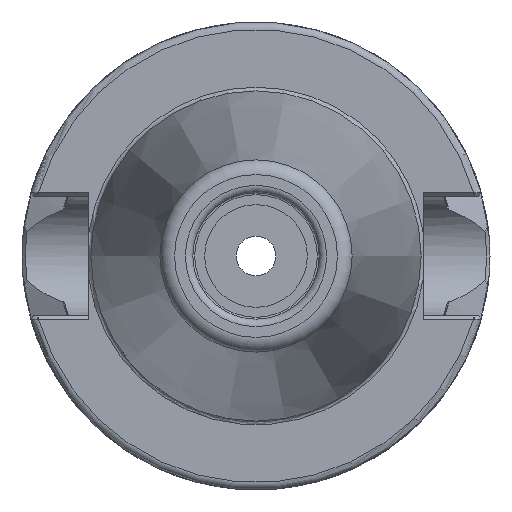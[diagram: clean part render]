
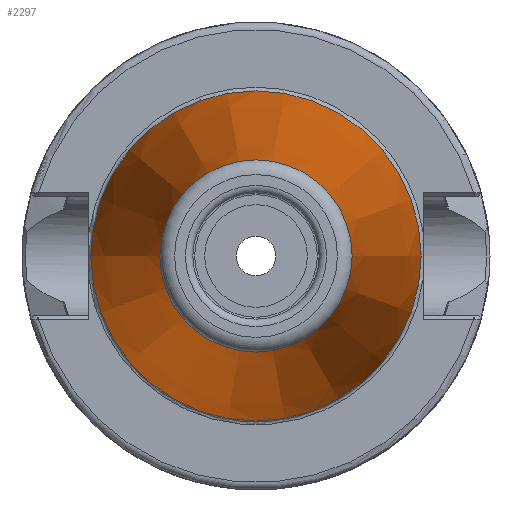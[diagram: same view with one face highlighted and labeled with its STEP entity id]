
A CAD part, left-side view. The second image highlights one B-rep face of the part: STEP entity #2297.
In plain terms, the highlighted conical face has half-angle 8.297 degrees and reference radius 17.581 mm.
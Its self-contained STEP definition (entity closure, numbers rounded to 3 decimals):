
#290=FACE_OUTER_BOUND('',#422,.T.);
#422=EDGE_LOOP('',(#1882,#1883,#1884,#1885,#1886,#1887,#1888));
#554=LINE('',#4396,#680);
#680=VECTOR('',#2996,17.581);
#827=CIRCLE('',#2515,12.937);
#828=CIRCLE('',#2516,12.937);
#829=CIRCLE('',#2517,12.937);
#831=CIRCLE('',#2520,22.225);
#832=CIRCLE('',#2521,22.225);
#1037=VERTEX_POINT('',#4384);
#1038=VERTEX_POINT('',#4385);
#1039=VERTEX_POINT('',#4387);
#1040=VERTEX_POINT('',#4392);
#1041=VERTEX_POINT('',#4393);
#1345=EDGE_CURVE('',#1037,#1038,#827,.T.);
#1346=EDGE_CURVE('',#1039,#1037,#828,.T.);
#1347=EDGE_CURVE('',#1038,#1039,#829,.T.);
#1349=EDGE_CURVE('',#1040,#1041,#831,.T.);
#1350=EDGE_CURVE('',#1041,#1040,#832,.T.);
#1351=EDGE_CURVE('',#1041,#1039,#554,.T.);
#1882=ORIENTED_EDGE('',*,*,#1349,.F.);
#1883=ORIENTED_EDGE('',*,*,#1350,.F.);
#1884=ORIENTED_EDGE('',*,*,#1351,.T.);
#1885=ORIENTED_EDGE('',*,*,#1346,.T.);
#1886=ORIENTED_EDGE('',*,*,#1345,.T.);
#1887=ORIENTED_EDGE('',*,*,#1347,.T.);
#1888=ORIENTED_EDGE('',*,*,#1351,.F.);
#2224=CONICAL_SURFACE('',#2519,17.581,0.145);
#2297=ADVANCED_FACE('',(#290),#2224,.T.);
#2515=AXIS2_PLACEMENT_3D('',#4386,#2982,#2983);
#2516=AXIS2_PLACEMENT_3D('',#4388,#2984,#2985);
#2517=AXIS2_PLACEMENT_3D('',#4389,#2986,#2987);
#2519=AXIS2_PLACEMENT_3D('',#4391,#2990,#2991);
#2520=AXIS2_PLACEMENT_3D('',#4394,#2992,#2993);
#2521=AXIS2_PLACEMENT_3D('',#4395,#2994,#2995);
#2982=DIRECTION('center_axis',(1.,0.,0.));
#2983=DIRECTION('ref_axis',(0.,0.,-1.));
#2984=DIRECTION('center_axis',(1.,0.,0.));
#2985=DIRECTION('ref_axis',(0.,0.,-1.));
#2986=DIRECTION('center_axis',(1.,0.,0.));
#2987=DIRECTION('ref_axis',(0.,0.,-1.));
#2990=DIRECTION('center_axis',(1.,0.,0.));
#2991=DIRECTION('ref_axis',(0.,1.,0.));
#2992=DIRECTION('center_axis',(1.,0.,0.));
#2993=DIRECTION('ref_axis',(0.,0.,-1.));
#2994=DIRECTION('center_axis',(1.,0.,0.));
#2995=DIRECTION('ref_axis',(0.,0.,-1.));
#2996=DIRECTION('',(-0.99,0.144,0.));
#4384=CARTESIAN_POINT('',(-63.689,12.937,0.));
#4385=CARTESIAN_POINT('',(-63.689,0.,12.937));
#4386=CARTESIAN_POINT('Origin',(-63.689,0.,
0.));
#4387=CARTESIAN_POINT('',(-63.689,-12.937,0.));
#4388=CARTESIAN_POINT('Origin',(-63.689,0.,
0.));
#4389=CARTESIAN_POINT('Origin',(-63.689,0.,
0.));
#4391=CARTESIAN_POINT('Origin',(-31.844,0.,
0.));
#4392=CARTESIAN_POINT('',(0.,22.225,0.));
#4393=CARTESIAN_POINT('',(0.,-22.225,0.));
#4394=CARTESIAN_POINT('Origin',(0.,0.,
0.));
#4395=CARTESIAN_POINT('Origin',(0.,0.,
0.));
#4396=CARTESIAN_POINT('',(-31.844,-17.581,0.));
